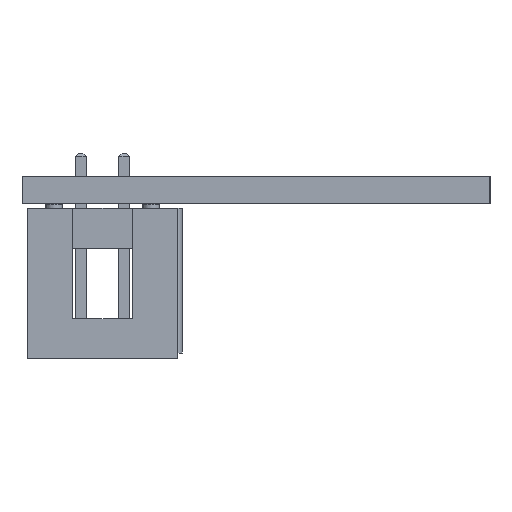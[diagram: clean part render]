
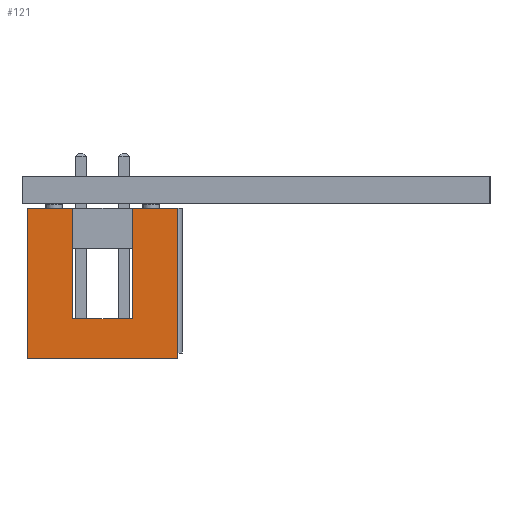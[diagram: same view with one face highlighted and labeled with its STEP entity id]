
A CAD part, left-side view. The second image highlights one B-rep face of the part: STEP entity #121.
In plain terms, the highlighted face is planar.
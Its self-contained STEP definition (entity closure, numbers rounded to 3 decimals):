
#53 = EDGE_CURVE('',#54,#56,#58,.T.);
#54 = VERTEX_POINT('',#55);
#55 = CARTESIAN_POINT('',(-3.155,5.1,0.25));
#56 = VERTEX_POINT('',#57);
#57 = CARTESIAN_POINT('',(-3.155,5.1,9.1));
#58 = LINE('',#59,#60);
#59 = CARTESIAN_POINT('',(-3.155,5.1,0.25));
#60 = VECTOR('',#61,1.);
#61 = DIRECTION('',(0.,0.,1.));
#121 = ADVANCED_FACE('',(#122),#179,.T.);
#122 = FACE_BOUND('',#123,.T.);
#123 = EDGE_LOOP('',(#124,#134,#142,#150,#158,#166,#172,#173));
#124 = ORIENTED_EDGE('',*,*,#125,.F.);
#125 = EDGE_CURVE('',#126,#128,#130,.T.);
#126 = VERTEX_POINT('',#127);
#127 = CARTESIAN_POINT('',(5.695,5.1,0.25));
#128 = VERTEX_POINT('',#129);
#129 = CARTESIAN_POINT('',(5.695,5.1,9.1));
#130 = LINE('',#131,#132);
#131 = CARTESIAN_POINT('',(5.695,5.1,0.25));
#132 = VECTOR('',#133,1.);
#133 = DIRECTION('',(0.,0.,1.));
#134 = ORIENTED_EDGE('',*,*,#135,.T.);
#135 = EDGE_CURVE('',#126,#136,#138,.T.);
#136 = VERTEX_POINT('',#137);
#137 = CARTESIAN_POINT('',(3.02,5.1,0.25));
#138 = LINE('',#139,#140);
#139 = CARTESIAN_POINT('',(5.695,5.1,0.25));
#140 = VECTOR('',#141,1.);
#141 = DIRECTION('',(-1.,0.,0.));
#142 = ORIENTED_EDGE('',*,*,#143,.T.);
#143 = EDGE_CURVE('',#136,#144,#146,.T.);
#144 = VERTEX_POINT('',#145);
#145 = CARTESIAN_POINT('',(3.02,5.1,6.75));
#146 = LINE('',#147,#148);
#147 = CARTESIAN_POINT('',(3.02,5.1,2.463));
#148 = VECTOR('',#149,1.);
#149 = DIRECTION('',(0.,0.,1.));
#150 = ORIENTED_EDGE('',*,*,#151,.F.);
#151 = EDGE_CURVE('',#152,#144,#154,.T.);
#152 = VERTEX_POINT('',#153);
#153 = CARTESIAN_POINT('',(-0.48,5.1,6.75));
#154 = LINE('',#155,#156);
#155 = CARTESIAN_POINT('',(1.27,5.1,6.75));
#156 = VECTOR('',#157,1.);
#157 = DIRECTION('',(1.,0.,0.));
#158 = ORIENTED_EDGE('',*,*,#159,.T.);
#159 = EDGE_CURVE('',#152,#160,#162,.T.);
#160 = VERTEX_POINT('',#161);
#161 = CARTESIAN_POINT('',(-0.48,5.1,0.25));
#162 = LINE('',#163,#164);
#163 = CARTESIAN_POINT('',(-0.48,5.1,2.463));
#164 = VECTOR('',#165,1.);
#165 = DIRECTION('',(0.,0.,-1.));
#166 = ORIENTED_EDGE('',*,*,#167,.T.);
#167 = EDGE_CURVE('',#160,#54,#168,.T.);
#168 = LINE('',#169,#170);
#169 = CARTESIAN_POINT('',(5.695,5.1,0.25));
#170 = VECTOR('',#171,1.);
#171 = DIRECTION('',(-1.,0.,0.));
#172 = ORIENTED_EDGE('',*,*,#53,.T.);
#173 = ORIENTED_EDGE('',*,*,#174,.F.);
#174 = EDGE_CURVE('',#128,#56,#175,.T.);
#175 = LINE('',#176,#177);
#176 = CARTESIAN_POINT('',(5.695,5.1,9.1));
#177 = VECTOR('',#178,1.);
#178 = DIRECTION('',(-1.,0.,0.));
#179 = PLANE('',#180);
#180 = AXIS2_PLACEMENT_3D('',#181,#182,#183);
#181 = CARTESIAN_POINT('',(1.27,5.1,4.675));
#182 = DIRECTION('',(0.,1.,0.));
#183 = DIRECTION('',(0.,0.,1.));
